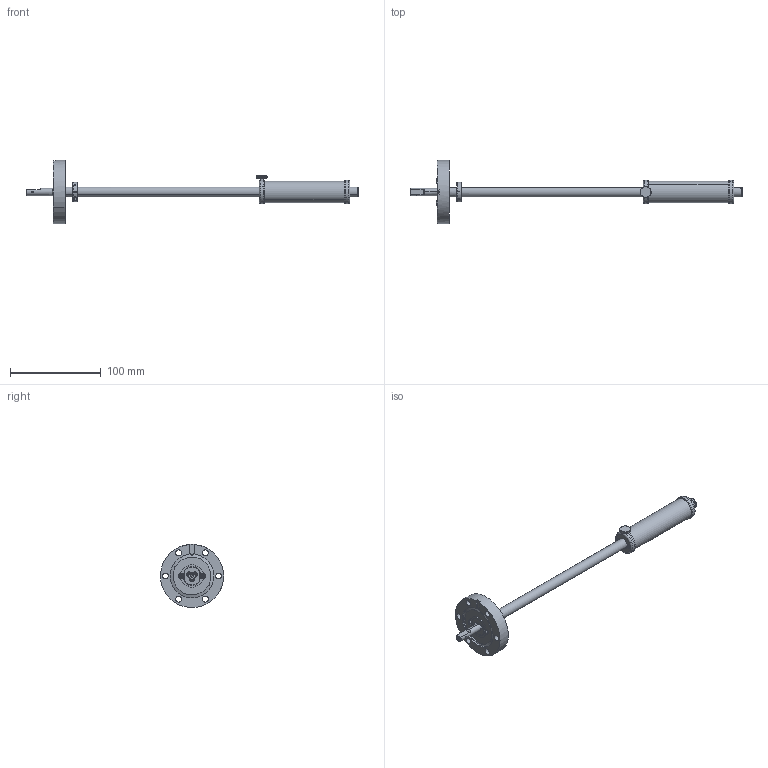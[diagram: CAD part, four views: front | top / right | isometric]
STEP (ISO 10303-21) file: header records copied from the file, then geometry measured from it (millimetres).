
FILE_DESCRIPTION(('CATIA V5 STEP Exchange','CAx-IF Rec.Pracs.--- Model Styling and Organization---1.2---2011-12-15'),'2;1');
FILE_NAME('MD40HT-0200-0030.stp','2020-02-25T12:04:09+00:00',('none'),('none'),'CATIA Version 5 Release 21 SP 6 (IN-10)','CATIA V5 STEP AP214','none');
FILE_SCHEMA(('AUTOMOTIVE_DESIGN { 1 0 10303 214 1 1 1 1 }'));
Length unit declared in the file: millimetre
Products named in the file (1): MD40HT-0200-0030
Bounding box: 365.6 x 69.49 x 69.48 mm (x, y, z)
Volume: 92451.8 mm3; surface area: 56328.7 mm2
Topology: 1 solids, 19 shells, 633 faces, 1511 edges, 908 vertices
Faces by surface type: plane 291, cylinder 212, cone 112, torus 18
Entity records: 16569 total; most frequent: CARTESIAN_POINT 3260, ORIENTED_EDGE 2954, DIRECTION 2080, EDGE_CURVE 1477, AXIS2_PLACEMENT_3D 997, VERTEX_POINT 908, VECTOR 746, LINE 746
